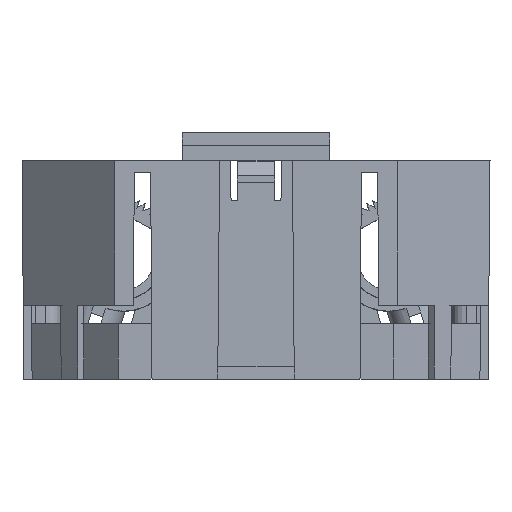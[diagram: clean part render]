
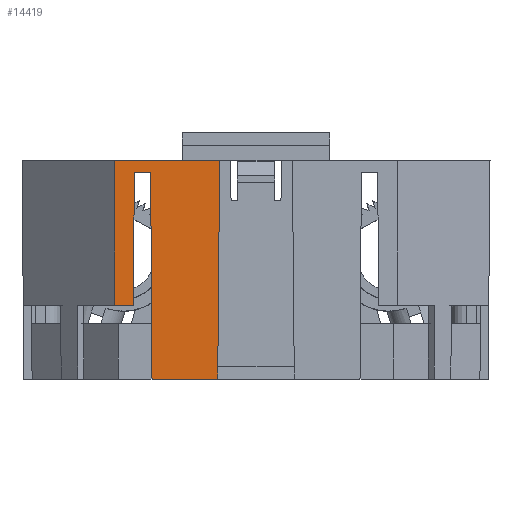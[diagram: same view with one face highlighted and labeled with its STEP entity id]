
A CAD part, left-side view. The second image highlights one B-rep face of the part: STEP entity #14419.
In plain terms, the highlighted planar face has unit normal (-1, 0, -0.009).
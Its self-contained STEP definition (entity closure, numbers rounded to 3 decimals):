
#458 = LINE ( 'NONE', #19137, #5499 ) ;
#1053 = EDGE_CURVE ( 'NONE', #3767, #6694, #8506, .T. ) ;
#1257 = VECTOR ( 'NONE', #24242, 1000. ) ;
#1429 = EDGE_CURVE ( 'NONE', #6694, #14610, #10017, .T. ) ;
#1588 = CARTESIAN_POINT ( 'NONE',  ( -104., 23., 0. ) ) ;
#1734 = CARTESIAN_POINT ( 'NONE',  ( -103.708, 6.2, -33.5 ) ) ;
#2284 = LINE ( 'NONE', #31137, #14662 ) ;
#2853 = EDGE_CURVE ( 'NONE', #3122, #20297, #27261, .T. ) ;
#3122 = VERTEX_POINT ( 'NONE', #14382 ) ;
#3257 = ORIENTED_EDGE ( 'NONE', *, *, #26785, .F. ) ;
#3363 = PLANE ( 'NONE',  #29935 ) ;
#3767 = VERTEX_POINT ( 'NONE', #29530 ) ;
#4399 = VECTOR ( 'NONE', #25977, 1000. ) ;
#4585 = CARTESIAN_POINT ( 'NONE',  ( -103.795, 0., -23.5 ) ) ;
#4947 = CARTESIAN_POINT ( 'NONE',  ( -103.999, 23., -0.083 ) ) ;
#5188 = LINE ( 'NONE', #28453, #4399 ) ;
#5499 = VECTOR ( 'NONE', #21626, 1000. ) ;
#5824 = DIRECTION ( 'NONE',  ( -1., 0., -0.009 ) ) ;
#6580 = DIRECTION ( 'NONE',  ( 0.009, 0.009, -1. ) ) ;
#6605 = VERTEX_POINT ( 'NONE', #1734 ) ;
#6694 = VERTEX_POINT ( 'NONE', #26837 ) ;
#7205 = CARTESIAN_POINT ( 'NONE',  ( -103.69, 16.887, -35.5 ) ) ;
#7331 = ORIENTED_EDGE ( 'NONE', *, *, #11249, .T. ) ;
#7644 = LINE ( 'NONE', #19166, #13421 ) ;
#7712 = VECTOR ( 'NONE', #26881, 1000. ) ;
#8075 = ORIENTED_EDGE ( 'NONE', *, *, #24899, .F. ) ;
#8362 = DIRECTION ( 'NONE',  ( 0., 1., 0. ) ) ;
#8363 = ORIENTED_EDGE ( 'NONE', *, *, #23531, .T. ) ;
#8506 = LINE ( 'NONE', #4585, #7712 ) ;
#8681 = EDGE_CURVE ( 'NONE', #16664, #23771, #5188, .T. ) ;
#9020 = ORIENTED_EDGE ( 'NONE', *, *, #10309, .T. ) ;
#9339 = DIRECTION ( 'NONE',  ( 0., 1., 0. ) ) ;
#10017 = LINE ( 'NONE', #4947, #16588 ) ;
#10215 = CARTESIAN_POINT ( 'NONE',  ( -104., 12., 0. ) ) ;
#10309 = EDGE_CURVE ( 'NONE', #27789, #14610, #7644, .T. ) ;
#11249 = EDGE_CURVE ( 'NONE', #12819, #13728, #24945, .T. ) ;
#12730 = CARTESIAN_POINT ( 'NONE',  ( -103.795, 16.939, -23.5 ) ) ;
#12819 = VERTEX_POINT ( 'NONE', #19106 ) ;
#12874 = CARTESIAN_POINT ( 'NONE',  ( -103.983, 17.127, -2. ) ) ;
#13421 = VECTOR ( 'NONE', #9339, 1000. ) ;
#13728 = VERTEX_POINT ( 'NONE', #12874 ) ;
#13847 = EDGE_LOOP ( 'NONE', ( #7331, #3257, #30339, #15617, #30435, #8363, #30727, #28715, #9020, #30507, #28943, #8075 ) ) ;
#14382 = CARTESIAN_POINT ( 'NONE',  ( -103.69, 6.182, -35.5 ) ) ;
#14419 = ADVANCED_FACE ( 'NONE', ( #22848 ), #3363, .T. ) ;
#14610 = VERTEX_POINT ( 'NONE', #1588 ) ;
#14662 = VECTOR ( 'NONE', #6580, 1000. ) ;
#14668 = LINE ( 'NONE', #21950, #31960 ) ;
#14846 = DIRECTION ( 'NONE',  ( 0., -1., 0. ) ) ;
#15192 = LINE ( 'NONE', #26545, #1257 ) ;
#15617 = ORIENTED_EDGE ( 'NONE', *, *, #30036, .F. ) ;
#16074 = VECTOR ( 'NONE', #14846, 1000. ) ;
#16588 = VECTOR ( 'NONE', #27136, 1000. ) ;
#16664 = VERTEX_POINT ( 'NONE', #28849 ) ;
#17032 = LINE ( 'NONE', #25299, #22831 ) ;
#19106 = CARTESIAN_POINT ( 'NONE',  ( -103.983, 19.751, -2. ) ) ;
#19137 = CARTESIAN_POINT ( 'NONE',  ( -103.999, 17.196, -0.15 ) ) ;
#19166 = CARTESIAN_POINT ( 'NONE',  ( -104., 0., 0. ) ) ;
#19183 = EDGE_CURVE ( 'NONE', #23417, #27789, #14668, .T. ) ;
#20297 = VERTEX_POINT ( 'NONE', #7205 ) ;
#21626 = DIRECTION ( 'NONE',  ( -0.009, 0.009, 1. ) ) ;
#21950 = CARTESIAN_POINT ( 'NONE',  ( -104., 0., 0. ) ) ;
#22831 = VECTOR ( 'NONE', #27767, 1000. ) ;
#22848 = FACE_OUTER_BOUND ( 'NONE', #13847, .T. ) ;
#22908 = DIRECTION ( 'NONE',  ( -0.009, 0.009, 1. ) ) ;
#23121 = DIRECTION ( 'NONE',  ( 0.009, 0., -1. ) ) ;
#23417 = VERTEX_POINT ( 'NONE', #26229 ) ;
#23531 = EDGE_CURVE ( 'NONE', #3122, #6605, #15192, .T. ) ;
#23771 = VERTEX_POINT ( 'NONE', #12730 ) ;
#24242 = DIRECTION ( 'NONE',  ( -0.009, 0.009, 1. ) ) ;
#24899 = EDGE_CURVE ( 'NONE', #12819, #3767, #17032, .T. ) ;
#24945 = LINE ( 'NONE', #27087, #16074 ) ;
#24979 = VECTOR ( 'NONE', #22908, 1000. ) ;
#25299 = CARTESIAN_POINT ( 'NONE',  ( -104.002, 19.732, 0.172 ) ) ;
#25586 = CARTESIAN_POINT ( 'NONE',  ( -103.69, 0., -35.5 ) ) ;
#25700 = EDGE_CURVE ( 'NONE', #23417, #6605, #2284, .T. ) ;
#25977 = DIRECTION ( 'NONE',  ( 0., -1., 0. ) ) ;
#26229 = CARTESIAN_POINT ( 'NONE',  ( -104., 5.908, 0. ) ) ;
#26545 = CARTESIAN_POINT ( 'NONE',  ( -103.707, 6.199, -33.58 ) ) ;
#26785 = EDGE_CURVE ( 'NONE', #23771, #13728, #30715, .T. ) ;
#26837 = CARTESIAN_POINT ( 'NONE',  ( -103.795, 22.915, -23.5 ) ) ;
#26881 = DIRECTION ( 'NONE',  ( 0., 1., 0. ) ) ;
#27087 = CARTESIAN_POINT ( 'NONE',  ( -103.983, 0., -2. ) ) ;
#27136 = DIRECTION ( 'NONE',  ( -0.009, 0.004, 1. ) ) ;
#27261 = LINE ( 'NONE', #25586, #31467 ) ;
#27767 = DIRECTION ( 'NONE',  ( 0.009, 0.009, -1. ) ) ;
#27789 = VERTEX_POINT ( 'NONE', #10215 ) ;
#28453 = CARTESIAN_POINT ( 'NONE',  ( -103.795, 0., -23.5 ) ) ;
#28715 = ORIENTED_EDGE ( 'NONE', *, *, #19183, .T. ) ;
#28849 = CARTESIAN_POINT ( 'NONE',  ( -103.795, 16.992, -23.5 ) ) ;
#28943 = ORIENTED_EDGE ( 'NONE', *, *, #1053, .F. ) ;
#29530 = CARTESIAN_POINT ( 'NONE',  ( -103.795, 19.939, -23.5 ) ) ;
#29935 = AXIS2_PLACEMENT_3D ( 'NONE', #30378, #5824, #23121 ) ;
#30036 = EDGE_CURVE ( 'NONE', #20297, #16664, #458, .T. ) ;
#30164 = CARTESIAN_POINT ( 'NONE',  ( -103.999, 17.143, -0.15 ) ) ;
#30339 = ORIENTED_EDGE ( 'NONE', *, *, #8681, .F. ) ;
#30378 = CARTESIAN_POINT ( 'NONE',  ( -104., 0., 0. ) ) ;
#30435 = ORIENTED_EDGE ( 'NONE', *, *, #2853, .F. ) ;
#30507 = ORIENTED_EDGE ( 'NONE', *, *, #1429, .F. ) ;
#30715 = LINE ( 'NONE', #30164, #24979 ) ;
#30727 = ORIENTED_EDGE ( 'NONE', *, *, #25700, .F. ) ;
#31137 = CARTESIAN_POINT ( 'NONE',  ( -104., 5.907, 0.052 ) ) ;
#31467 = VECTOR ( 'NONE', #8362, 1000. ) ;
#31805 = DIRECTION ( 'NONE',  ( 0., 1., 0. ) ) ;
#31960 = VECTOR ( 'NONE', #31805, 1000. ) ;
